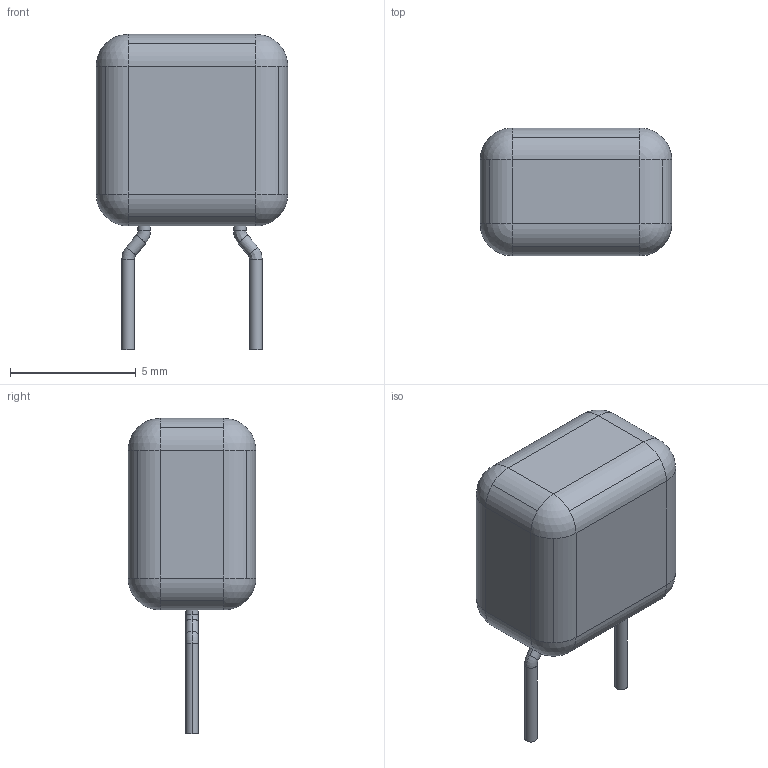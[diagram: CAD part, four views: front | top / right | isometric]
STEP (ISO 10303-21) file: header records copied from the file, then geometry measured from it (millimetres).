
FILE_DESCRIPTION((''),'2;1');
FILE_NAME('CAPRR508-508X762X914.stp','2009-07-07T13:40:28',(''),(''),'Mechanical Desktop 2006','Mechanical Desktop 2006',', , ');
FILE_SCHEMA(('AUTOMOTIVE_DESIGN { 1 2 10303 214 0 1 1 1 }'));
Length unit declared in the file: millimetre
Products named in the file (1): Product
Bounding box: 7.62 x 5.08 x 12.54 mm (x, y, z)
Volume: 271.6 mm3; surface area: 241.7 mm2
Topology: 3 solids, 3 shells, 62 faces, 141 edges, 82 vertices
Faces by surface type: cylinder 30, bspline 12, plane 8, sphere 8, torus 4
Entity records: 1845 total; most frequent: CARTESIAN_POINT 439, DIRECTION 317, ORIENTED_EDGE 256, AXIS2_PLACEMENT_3D 133, EDGE_CURVE 128, CIRCLE 82, VERTEX_POINT 72, EDGE_LOOP 62
